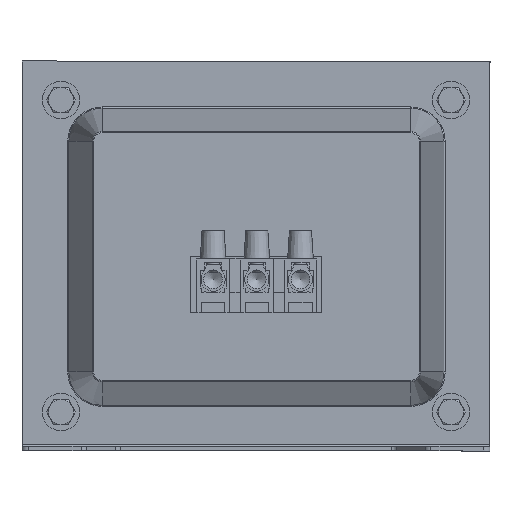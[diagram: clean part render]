
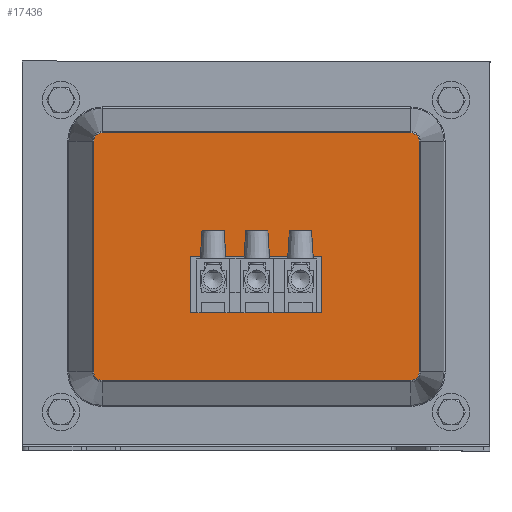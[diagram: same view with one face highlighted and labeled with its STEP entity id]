
A CAD part, front view. The second image highlights one B-rep face of the part: STEP entity #17436.
In plain terms, the highlighted face is planar.
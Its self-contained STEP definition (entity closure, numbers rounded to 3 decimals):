
#922=FACE_BOUND('',#7345,.T.);
#1598=PLANE('',#19147);
#3342=LINE('',#39774,#5147);
#3346=LINE('',#39782,#5151);
#3349=LINE('',#39788,#5154);
#3352=LINE('',#39793,#5157);
#3374=LINE('',#39873,#5179);
#3376=LINE('',#39893,#5181);
#3379=LINE('',#39900,#5184);
#3381=LINE('',#39915,#5186);
#5147=VECTOR('',#23132,10.);
#5151=VECTOR('',#23138,10.);
#5154=VECTOR('',#23143,10.);
#5157=VECTOR('',#23148,10.);
#5179=VECTOR('',#23232,10.);
#5181=VECTOR('',#23256,10.);
#5184=VECTOR('',#23263,10.);
#5186=VECTOR('',#23283,10.);
#6251=FACE_OUTER_BOUND('',#7344,.T.);
#7344=EDGE_LOOP('',(#16323,#16324,#16325,#16326,#16327,#16328,#16329,#16330));
#7345=EDGE_LOOP('',(#16331,#16332,#16333,#16334));
#7674=CIRCLE('',#19122,2.728);
#7678=CIRCLE('',#19127,2.728);
#7682=CIRCLE('',#19134,2.728);
#7686=CIRCLE('',#19139,2.728);
#9202=VERTEX_POINT('',#39772);
#9203=VERTEX_POINT('',#39773);
#9206=VERTEX_POINT('',#39781);
#9208=VERTEX_POINT('',#39787);
#9235=VERTEX_POINT('',#39870);
#9236=VERTEX_POINT('',#39872);
#9239=VERTEX_POINT('',#39879);
#9240=VERTEX_POINT('',#39884);
#9243=VERTEX_POINT('',#39891);
#9244=VERTEX_POINT('',#39896);
#9247=VERTEX_POINT('',#39903);
#9248=VERTEX_POINT('',#39908);
#11547=EDGE_CURVE('',#9202,#9203,#3342,.T.);
#11551=EDGE_CURVE('',#9206,#9202,#3346,.T.);
#11554=EDGE_CURVE('',#9208,#9206,#3349,.T.);
#11557=EDGE_CURVE('',#9203,#9208,#3352,.T.);
#11596=EDGE_CURVE('',#9235,#9236,#3374,.T.);
#11600=EDGE_CURVE('',#9239,#9235,#7674,.T.);
#11604=EDGE_CURVE('',#9236,#9240,#7678,.T.);
#11606=EDGE_CURVE('',#9243,#9239,#3376,.T.);
#11610=EDGE_CURVE('',#9240,#9244,#3379,.T.);
#11612=EDGE_CURVE('',#9247,#9243,#7682,.T.);
#11616=EDGE_CURVE('',#9244,#9248,#7686,.T.);
#11618=EDGE_CURVE('',#9248,#9247,#3381,.T.);
#16323=ORIENTED_EDGE('',*,*,#11596,.F.);
#16324=ORIENTED_EDGE('',*,*,#11600,.F.);
#16325=ORIENTED_EDGE('',*,*,#11606,.F.);
#16326=ORIENTED_EDGE('',*,*,#11612,.F.);
#16327=ORIENTED_EDGE('',*,*,#11618,.F.);
#16328=ORIENTED_EDGE('',*,*,#11616,.F.);
#16329=ORIENTED_EDGE('',*,*,#11610,.F.);
#16330=ORIENTED_EDGE('',*,*,#11604,.F.);
#16331=ORIENTED_EDGE('',*,*,#11547,.T.);
#16332=ORIENTED_EDGE('',*,*,#11557,.T.);
#16333=ORIENTED_EDGE('',*,*,#11554,.T.);
#16334=ORIENTED_EDGE('',*,*,#11551,.T.);
#17436=ADVANCED_FACE('',(#6251,#922),#1598,.T.);
#19122=AXIS2_PLACEMENT_3D('',#39881,#23240,#23241);
#19127=AXIS2_PLACEMENT_3D('',#39888,#23250,#23251);
#19134=AXIS2_PLACEMENT_3D('',#39905,#23268,#23269);
#19139=AXIS2_PLACEMENT_3D('',#39912,#23278,#23279);
#19147=AXIS2_PLACEMENT_3D('',#39934,#23303,#23304);
#23132=DIRECTION('',(0.,0.,-1.));
#23138=DIRECTION('',(-1.,0.,0.));
#23143=DIRECTION('',(0.,0.,1.));
#23148=DIRECTION('',(1.,0.,0.));
#23232=DIRECTION('',(1.,0.,0.));
#23240=DIRECTION('center_axis',(0.,-1.,0.));
#23241=DIRECTION('ref_axis',(-0.707,0.,-0.707));
#23250=DIRECTION('center_axis',(0.,-1.,0.));
#23251=DIRECTION('ref_axis',(0.707,0.,-0.707));
#23256=DIRECTION('',(0.,0.,-1.));
#23263=DIRECTION('',(0.,0.,1.));
#23268=DIRECTION('center_axis',(0.,-1.,0.));
#23269=DIRECTION('ref_axis',(-0.707,0.,0.707));
#23278=DIRECTION('center_axis',(0.,-1.,0.));
#23279=DIRECTION('ref_axis',(0.707,0.,0.707));
#23283=DIRECTION('',(-1.,0.,0.));
#23303=DIRECTION('center_axis',(0.,1.,0.));
#23304=DIRECTION('ref_axis',(0.,0.,1.));
#39772=CARTESIAN_POINT('',(-62.342,45.,96.));
#39773=CARTESIAN_POINT('',(-62.342,45.,54.));
#39774=CARTESIAN_POINT('',(-62.342,45.,85.429));
#39781=CARTESIAN_POINT('',(-44.342,45.,96.));
#39782=CARTESIAN_POINT('',(-53.314,45.,96.));
#39787=CARTESIAN_POINT('',(-44.342,45.,54.));
#39788=CARTESIAN_POINT('',(-44.342,45.,64.429));
#39793=CARTESIAN_POINT('',(-62.314,45.,54.));
#39870=CARTESIAN_POINT('',(-99.239,45.,22.679));
#39872=CARTESIAN_POINT('',(-25.335,45.,22.679));
#39873=CARTESIAN_POINT('',(-43.811,45.,22.679));
#39879=CARTESIAN_POINT('',(-101.967,45.,25.407));
#39881=CARTESIAN_POINT('Origin',(-99.239,45.,25.407));
#39884=CARTESIAN_POINT('',(-22.606,45.,25.407));
#39888=CARTESIAN_POINT('Origin',(-25.335,45.,25.407));
#39891=CARTESIAN_POINT('',(-101.967,45.,124.311));
#39893=CARTESIAN_POINT('',(-101.967,45.,50.133));
#39896=CARTESIAN_POINT('',(-22.606,45.,124.311));
#39900=CARTESIAN_POINT('',(-22.606,45.,99.585));
#39903=CARTESIAN_POINT('',(-99.239,45.,127.039));
#39905=CARTESIAN_POINT('Origin',(-99.239,45.,124.311));
#39908=CARTESIAN_POINT('',(-25.335,45.,127.039));
#39912=CARTESIAN_POINT('Origin',(-25.335,45.,124.311));
#39915=CARTESIAN_POINT('',(-80.763,45.,127.039));
#39934=CARTESIAN_POINT('Origin',(-62.287,45.,74.859));
